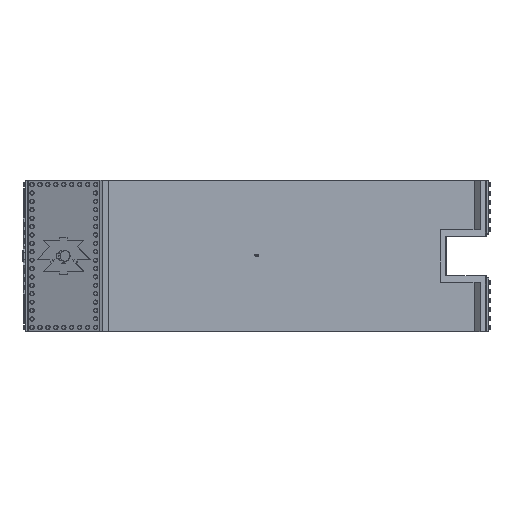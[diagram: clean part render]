
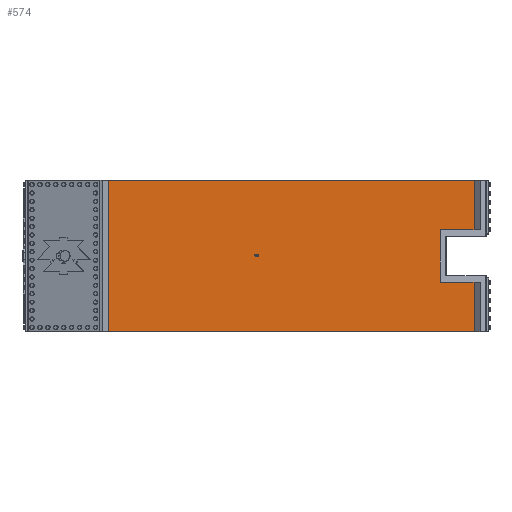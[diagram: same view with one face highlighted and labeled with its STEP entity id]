
A CAD part, top view. The second image highlights one B-rep face of the part: STEP entity #574.
In plain terms, the highlighted planar face has unit normal (0, 0, 1).
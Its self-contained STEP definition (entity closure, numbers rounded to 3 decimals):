
#32=CARTESIAN_POINT('',(-73.225,36.,-16.638));
#33=VERTEX_POINT('',#32);
#34=CARTESIAN_POINT('',(103.653,36.,-16.638));
#35=VERTEX_POINT('',#34);
#36=CARTESIAN_POINT('',(-73.225,36.,-16.638));
#37=DIRECTION('',(1.,0.,0.));
#38=VECTOR('',#37,176.878);
#39=LINE('',#36,#38);
#40=EDGE_CURVE('',#33,#35,#39,.T.);
#280=CARTESIAN_POINT('',(87.42,-11.5,-16.638));
#281=VERTEX_POINT('',#280);
#328=CARTESIAN_POINT('',(87.42,11.5,-16.638));
#329=VERTEX_POINT('',#328);
#336=CARTESIAN_POINT('',(87.42,11.5,-16.638));
#337=DIRECTION('',(0.,-1.,0.));
#338=VECTOR('',#337,23.);
#339=LINE('',#336,#338);
#340=EDGE_CURVE('',#329,#281,#339,.T.);
#414=CARTESIAN_POINT('',(103.653,-11.5,-16.638));
#415=VERTEX_POINT('',#414);
#416=CARTESIAN_POINT('',(87.42,-11.5,-16.638));
#417=DIRECTION('',(1.,0.,0.));
#418=VECTOR('',#417,16.232);
#419=LINE('',#416,#418);
#420=EDGE_CURVE('',#281,#415,#419,.T.);
#509=CARTESIAN_POINT('',(103.653,-36.,-16.638));
#510=VERTEX_POINT('',#509);
#511=CARTESIAN_POINT('',(103.653,-11.5,-16.638));
#512=DIRECTION('',(0.,-1.,0.));
#513=VECTOR('',#512,24.5);
#514=LINE('',#511,#513);
#515=EDGE_CURVE('',#415,#510,#514,.T.);
#535=CARTESIAN_POINT('',(-73.225,-11.5,-16.638));
#536=DIRECTION('',(-0.,0.,1.));
#537=DIRECTION('',(1.,0.,0.));
#538=AXIS2_PLACEMENT_3D('',#535,#536,#537);
#539=PLANE('',#538);
#540=CARTESIAN_POINT('',(103.653,11.5,-16.638));
#541=VERTEX_POINT('',#540);
#542=CARTESIAN_POINT('',(103.653,11.5,-16.638));
#543=DIRECTION('',(0.,1.,0.));
#544=VECTOR('',#543,24.5);
#545=LINE('',#542,#544);
#546=EDGE_CURVE('',#541,#35,#545,.T.);
#547=ORIENTED_EDGE('',*,*,#546,.T.);
#548=ORIENTED_EDGE('',*,*,#40,.F.);
#549=CARTESIAN_POINT('',(-73.225,-36.,-16.638));
#550=VERTEX_POINT('',#549);
#551=CARTESIAN_POINT('',(-73.225,36.,-16.638));
#552=DIRECTION('',(0.,-1.,0.));
#553=VECTOR('',#552,72.);
#554=LINE('',#551,#553);
#555=EDGE_CURVE('',#33,#550,#554,.T.);
#556=ORIENTED_EDGE('',*,*,#555,.T.);
#557=CARTESIAN_POINT('',(-73.225,-36.,-16.638));
#558=DIRECTION('',(1.,0.,0.));
#559=VECTOR('',#558,176.878);
#560=LINE('',#557,#559);
#561=EDGE_CURVE('',#550,#510,#560,.T.);
#562=ORIENTED_EDGE('',*,*,#561,.T.);
#563=ORIENTED_EDGE('',*,*,#515,.F.);
#564=ORIENTED_EDGE('',*,*,#420,.F.);
#565=ORIENTED_EDGE('',*,*,#340,.F.);
#566=CARTESIAN_POINT('',(87.42,11.5,-16.638));
#567=DIRECTION('',(1.,0.,0.));
#568=VECTOR('',#567,16.232);
#569=LINE('',#566,#568);
#570=EDGE_CURVE('',#329,#541,#569,.T.);
#571=ORIENTED_EDGE('',*,*,#570,.T.);
#572=EDGE_LOOP('',(#547,#548,#556,#562,#563,#564,#565,#571));
#573=FACE_BOUND('',#572,.T.);
#574=ADVANCED_FACE('',(#573),#539,.T.);
